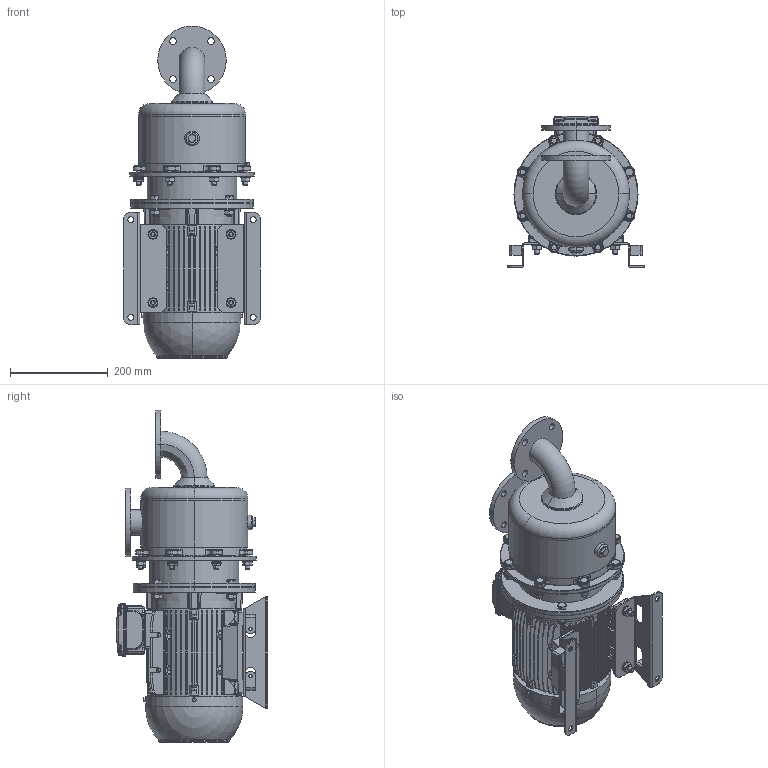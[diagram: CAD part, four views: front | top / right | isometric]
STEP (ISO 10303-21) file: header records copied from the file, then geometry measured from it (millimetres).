
FILE_DESCRIPTION (( 'STEP AP203' ), '1' );
FILE_NAME ('Ýëåêòðîíàñîñíûé àãðåãàò ÕÌñ 20_20Ê5-4_2.STEP', '2016-03-08T21:02:53', ( '' ), ( '' ), 'SwSTEP 2.0', 'SolidWorks 2015', '' );
FILE_SCHEMA (( 'CONFIG_CONTROL_DESIGN' ));
Length unit declared in the file: millimetre
Products named in the file (13): Ôëàíåö ÕÌñ 20_20; 楋樏襝鍱睯蜬蠈錪 100L; Ýëåêòðîíàñîñíûé àãðåãàò ÕÌñ 20_20Ê5-4_2; 婜縺蹞 20_20; 扻錪犩 20_20; 冓憵 20_20; Êàñòðþëÿ 20_20; 署赅 赅耱瘙腓 20_20; Áîëò Ì10; Ïîäâîä ïðîäîëæåíèå 20_20; ﾘ琺矜; 砐鳱鍱 20_20; Ãàéêà
Assembly tree (59 placements, depth 2):
  Ýëåêòðîíàñîñíûé àãðåãàò ÕÌñ 20_20Ê5-4_2
    Áîëò Ì10  x16
    ﾘ琺矜  x16
    Ãàéêà  x16
    楋樏襝鍱睯蜬蠈錪 100L
    婜縺蹞 20_20
    扻錪犩 20_20
    冓憵 20_20  x2
    Êàñòðþëÿ 20_20
    署赅 赅耱瘙腓 20_20
    Ïîäâîä ïðîäîëæåíèå 20_20
    砐鳱鍱 20_20
    Ôëàíåö ÕÌñ 20_20  x2
Bounding box: 280 x 309 x 679.05 mm (x, y, z)
Volume: 10183845 mm3; surface area: 1352224 mm2
Topology: 59 solids, 59 shells, 3985 faces, 9990 edges, 6303 vertices
Faces by surface type: plane 2265, cylinder 810, cone 521, torus 230, bspline 143, sphere 16
Entity records: 109033 total; most frequent: CARTESIAN_POINT 31246, ORIENTED_EDGE 16064, DIRECTION 15015, EDGE_CURVE 8032, VECTOR 5323, LINE 5323, VERTEX_POINT 5163, AXIS2_PLACEMENT_3D 4846
